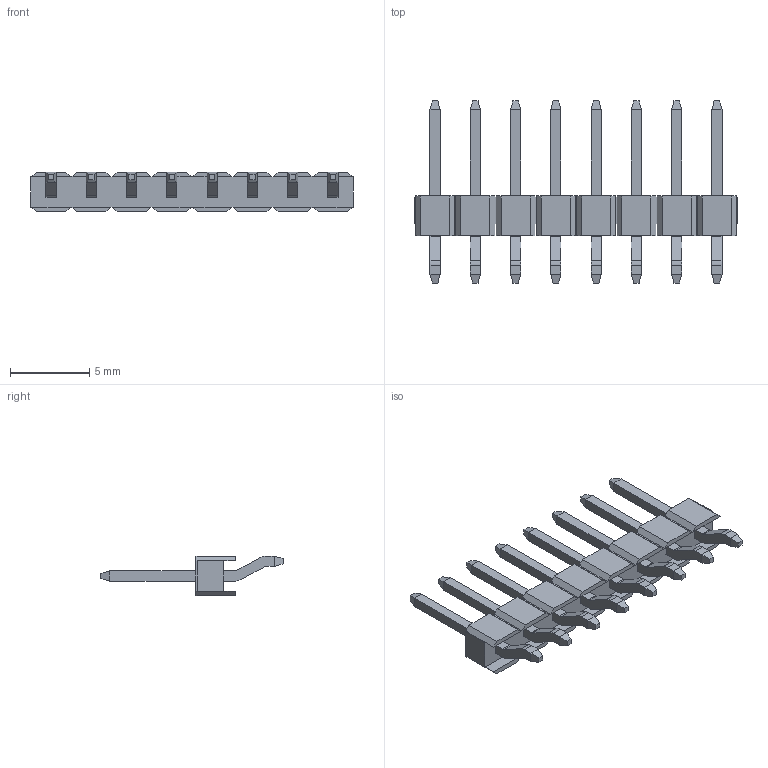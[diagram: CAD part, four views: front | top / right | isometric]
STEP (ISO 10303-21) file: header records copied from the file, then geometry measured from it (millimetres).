
FILE_DESCRIPTION((''),'2;1');
FILE_NAME('M20-8890845_ASM','2016-08-09T',('mperren'),(''),'CREO PARAMETRIC BY PTC INC, 2016050','CREO PARAMETRIC BY PTC INC, 2016050','');
FILE_SCHEMA(('CONFIG_CONTROL_DESIGN'));
Length unit declared in the file: millimetre
Products named in the file (3): M20-88908_MOULD; M20-889_CONTACT; M20-8890845_ASM
Assembly tree (9 placements, depth 2):
  M20-8890845_ASM
    M20-88908_MOULD
    M20-889_CONTACT  x8
Bounding box: 20.32 x 11.5 x 2.5 mm (x, y, z)
Volume: 124.2 mm3; surface area: 512.9 mm2
Topology: 9 solids, 9 shells, 374 faces, 940 edges, 584 vertices
Faces by surface type: plane 342, cylinder 32
Entity records: 8466 total; most frequent: CARTESIAN_POINT 1168, ORIENTED_EDGE 1152, DIRECTION 1048, PRESENTATION_STYLE_ASSIGNMENT 578, STYLED_ITEM 578, CURVE_STYLE 576, EDGE_CURVE 576, VECTOR 568
